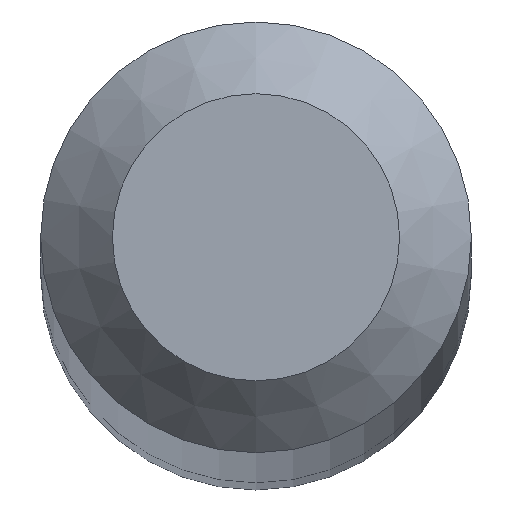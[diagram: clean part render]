
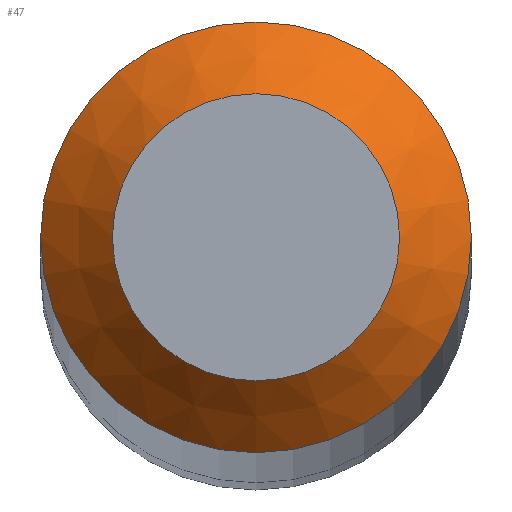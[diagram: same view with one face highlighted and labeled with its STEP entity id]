
A CAD part, top view. The second image highlights one B-rep face of the part: STEP entity #47.
In plain terms, the highlighted conical face has half-angle 45 degrees and reference radius 0.2 mm.
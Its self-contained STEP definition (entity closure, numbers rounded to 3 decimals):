
#13 = CARTESIAN_POINT ( 'NONE',  ( 0., 0., 30. ) ) ;
#17 = CIRCLE ( 'NONE', #138, 0.3 ) ;
#27 = EDGE_CURVE ( 'NONE', #67, #67, #190, .T. ) ;
#32 = DIRECTION ( 'NONE',  ( 0., 1., 0. ) ) ;
#36 = CARTESIAN_POINT ( 'NONE',  ( 0., 0.3, 29.9 ) ) ;
#39 = DIRECTION ( 'NONE',  ( 0., 1., 0. ) ) ;
#42 = DIRECTION ( 'NONE',  ( 0., 0., -1. ) ) ;
#43 = EDGE_LOOP ( 'NONE', ( #100 ) ) ;
#47 = ADVANCED_FACE ( 'NONE', ( #136, #180 ), #98, .T. ) ;
#54 = DIRECTION ( 'NONE',  ( 0., 1., 0. ) ) ;
#67 = VERTEX_POINT ( 'NONE', #171 ) ;
#76 = DIRECTION ( 'NONE',  ( 0., 0., -1. ) ) ;
#80 = AXIS2_PLACEMENT_3D ( 'NONE', #133, #42, #39 ) ;
#87 = AXIS2_PLACEMENT_3D ( 'NONE', #13, #89, #54 ) ;
#89 = DIRECTION ( 'NONE',  ( 0., 0., -1. ) ) ;
#98 = CONICAL_SURFACE ( 'NONE', #80, 0.2, 0.785 ) ;
#100 = ORIENTED_EDGE ( 'NONE', *, *, #195, .F. ) ;
#124 = EDGE_LOOP ( 'NONE', ( #196 ) ) ;
#133 = CARTESIAN_POINT ( 'NONE',  ( 0., 0., 30. ) ) ;
#136 = FACE_OUTER_BOUND ( 'NONE', #43, .T. ) ;
#138 = AXIS2_PLACEMENT_3D ( 'NONE', #140, #76, #32 ) ;
#140 = CARTESIAN_POINT ( 'NONE',  ( 0., 0., 29.9 ) ) ;
#171 = CARTESIAN_POINT ( 'NONE',  ( 0., 0.2, 30. ) ) ;
#172 = VERTEX_POINT ( 'NONE', #36 ) ;
#180 = FACE_BOUND ( 'NONE', #124, .T. ) ;
#190 = CIRCLE ( 'NONE', #87, 0.2 ) ;
#195 = EDGE_CURVE ( 'NONE', #172, #172, #17, .T. ) ;
#196 = ORIENTED_EDGE ( 'NONE', *, *, #27, .T. ) ;
